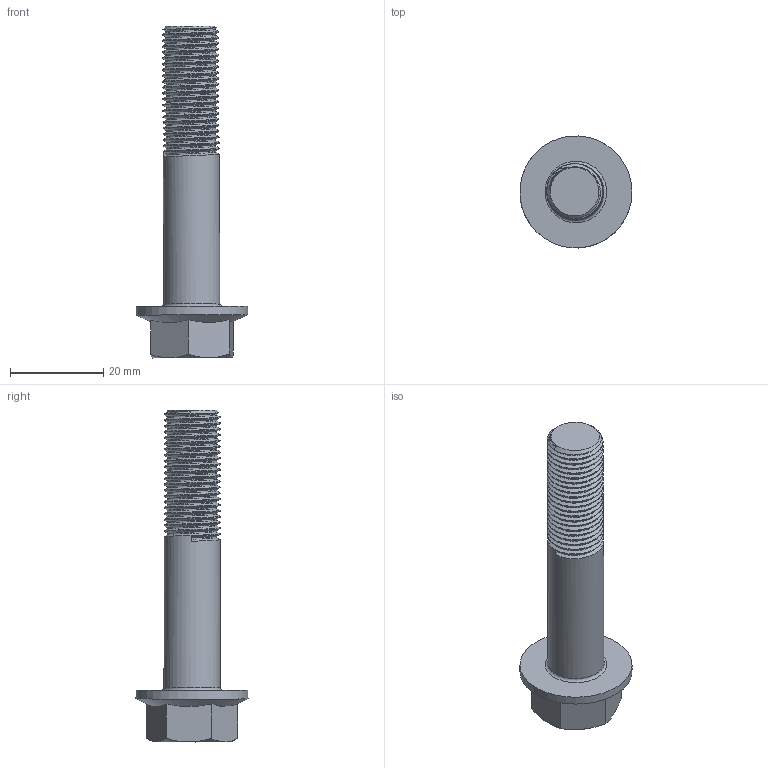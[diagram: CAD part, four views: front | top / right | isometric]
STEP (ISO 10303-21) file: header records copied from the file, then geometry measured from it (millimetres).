
FILE_DESCRIPTION(/* description */ (''),/* implementation_level */ '2;1');
FILE_NAME(/* name */ '5.stp',/* time_stamp */ '2024-07-01T15:39:38+08:00',/* author */ (''),/* organization */ (''),/* preprocessor_version */ 'ST-DEVELOPER v16.7',/* originating_system */ 'SIEMENS PLM Software NX 1946',/* authorisation */ '');
FILE_SCHEMA (('AUTOMOTIVE_DESIGN { 1 0 10303 214 3 1 1 1 }'));
Length unit declared in the file: millimetre
Products named in the file (1): zhenA0B01562mly3
Bounding box: 23.97 x 23.98 x 71.07 mm (x, y, z)
Volume: 9461.7 mm3; surface area: 4312.5 mm2
Topology: 1 solids, 1 shells, 116 faces, 822 edges, 710 vertices
Faces by surface type: cylinder 89, plane 12, cone 10, torus 3, bspline 2
Full cylindrical faces by diameter (mm): 12 x1, 14 x1, 24 x1
Entity records: 11400 total; most frequent: CARTESIAN_POINT 5543, ORIENTED_EDGE 1618, EDGE_CURVE 809, VERTEX_POINT 705, B_SPLINE_CURVE_WITH_KNOTS 691, DIRECTION 364, AXIS2_PLACEMENT_3D 132, EDGE_LOOP 124
